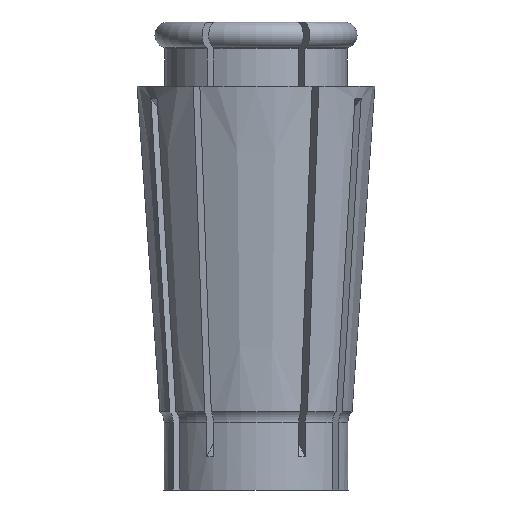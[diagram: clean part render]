
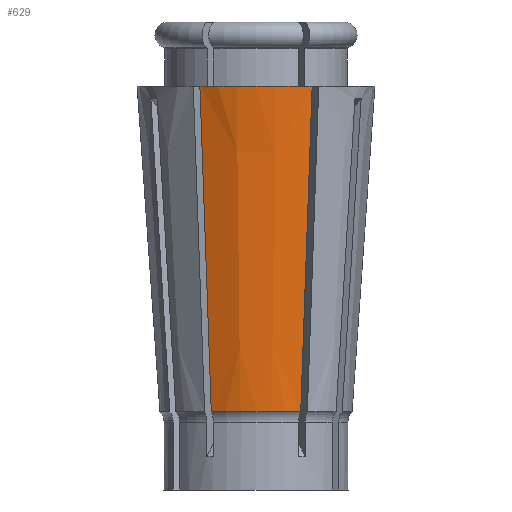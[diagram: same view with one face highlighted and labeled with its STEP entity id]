
A CAD part, left-side view. The second image highlights one B-rep face of the part: STEP entity #629.
In plain terms, the highlighted conical face has half-angle 4 degrees and reference radius 6.268 mm.
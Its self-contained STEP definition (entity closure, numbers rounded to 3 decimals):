
#69 = ORIENTED_EDGE ( 'NONE', *, *, #2912, .T. ) ;
#96 = DIRECTION ( 'NONE',  ( 1., 0., 0. ) ) ;
#99 = CARTESIAN_POINT ( 'NONE',  ( -5.549, 2.915, -25.4 ) ) ;
#348 = CONICAL_SURFACE ( 'NONE', #2220, 6.268, 0.07 ) ;
#357 = CARTESIAN_POINT ( 'NONE',  ( 0., 0., -4.2 ) ) ;
#455 = DIRECTION ( 'NONE',  ( 0., 0., 1. ) ) ;
#473 = AXIS2_PLACEMENT_3D ( 'NONE', #2547, #455, #2868 ) ;
#552 = CARTESIAN_POINT ( 'NONE',  ( -6.833, 3.656, -4.2 ) ) ;
#629 = ADVANCED_FACE ( 'NONE', ( #3154 ), #348, .T. ) ;
#691 = EDGE_LOOP ( 'NONE', ( #803, #69, #833, #739 ) ) ;
#732 = B_SPLINE_CURVE_WITH_KNOTS ( 'NONE', 3,
 ( #1633, #3507, #1671, #2895, #1930, #3825, #3482 ),
 .UNSPECIFIED., .F., .F.,
 ( 4, 3, 4 ),
 ( 0., 0.012, 0.021 ),
 .UNSPECIFIED. ) ;
#739 = ORIENTED_EDGE ( 'NONE', *, *, #2688, .F. ) ;
#803 = ORIENTED_EDGE ( 'NONE', *, *, #1560, .F. ) ;
#833 = ORIENTED_EDGE ( 'NONE', *, *, #1827, .T. ) ;
#852 = CARTESIAN_POINT ( 'NONE',  ( -5.549, -2.915, -25.4 ) ) ;
#1004 = CARTESIAN_POINT ( 'NONE',  ( 0., 0., -25.4 ) ) ;
#1070 = VERTEX_POINT ( 'NONE', #3126 ) ;
#1100 = AXIS2_PLACEMENT_3D ( 'NONE', #357, #2471, #96 ) ;
#1267 = VERTEX_POINT ( 'NONE', #852 ) ;
#1444 = VERTEX_POINT ( 'NONE', #99 ) ;
#1560 = EDGE_CURVE ( 'NONE', #1444, #2971, #3430, .T. ) ;
#1633 = CARTESIAN_POINT ( 'NONE',  ( -5.549, -2.915, -25.4 ) ) ;
#1671 = CARTESIAN_POINT ( 'NONE',  ( -6.021, -3.187, -17.607 ) ) ;
#1827 = EDGE_CURVE ( 'NONE', #1267, #1070, #732, .T. ) ;
#1900 = CARTESIAN_POINT ( 'NONE',  ( -6.833, 3.656, -4.2 ) ) ;
#1906 = DIRECTION ( 'NONE',  ( 0., 0., 1. ) ) ;
#1930 = CARTESIAN_POINT ( 'NONE',  ( -6.449, -3.435, -10.541 ) ) ;
#1931 = CARTESIAN_POINT ( 'NONE',  ( -6.449, 3.435, -10.541 ) ) ;
#1990 = CIRCLE ( 'NONE', #1100, 7.75 ) ;
#2220 = AXIS2_PLACEMENT_3D ( 'NONE', #1004, #1906, #3442 ) ;
#2363 = CARTESIAN_POINT ( 'NONE',  ( -6.257, 3.324, -13.711 ) ) ;
#2387 = CARTESIAN_POINT ( 'NONE',  ( -6.641, 3.546, -7.37 ) ) ;
#2471 = DIRECTION ( 'NONE',  ( 0., 0., 1. ) ) ;
#2547 = CARTESIAN_POINT ( 'NONE',  ( 0., 0., -25.4 ) ) ;
#2612 = CIRCLE ( 'NONE', #473, 6.268 ) ;
#2688 = EDGE_CURVE ( 'NONE', #2971, #1070, #1990, .T. ) ;
#2868 = DIRECTION ( 'NONE',  ( 1., 0., 0. ) ) ;
#2895 = CARTESIAN_POINT ( 'NONE',  ( -6.257, -3.324, -13.711 ) ) ;
#2912 = EDGE_CURVE ( 'NONE', #1444, #1267, #2612, .T. ) ;
#2971 = VERTEX_POINT ( 'NONE', #552 ) ;
#3126 = CARTESIAN_POINT ( 'NONE',  ( -6.833, -3.656, -4.2 ) ) ;
#3154 = FACE_OUTER_BOUND ( 'NONE', #691, .T. ) ;
#3430 = B_SPLINE_CURVE_WITH_KNOTS ( 'NONE', 3,
 ( #3458, #3774, #3551, #2363, #1931, #2387, #1900 ),
 .UNSPECIFIED., .F., .F.,
 ( 4, 3, 4 ),
 ( 0., 0.012, 0.021 ),
 .UNSPECIFIED. ) ;
#3442 = DIRECTION ( 'NONE',  ( 1., 0., 0. ) ) ;
#3458 = CARTESIAN_POINT ( 'NONE',  ( -5.549, 2.915, -25.4 ) ) ;
#3482 = CARTESIAN_POINT ( 'NONE',  ( -6.833, -3.656, -4.2 ) ) ;
#3507 = CARTESIAN_POINT ( 'NONE',  ( -5.785, -3.051, -21.504 ) ) ;
#3551 = CARTESIAN_POINT ( 'NONE',  ( -6.021, 3.187, -17.607 ) ) ;
#3774 = CARTESIAN_POINT ( 'NONE',  ( -5.785, 3.051, -21.504 ) ) ;
#3825 = CARTESIAN_POINT ( 'NONE',  ( -6.641, -3.546, -7.37 ) ) ;
